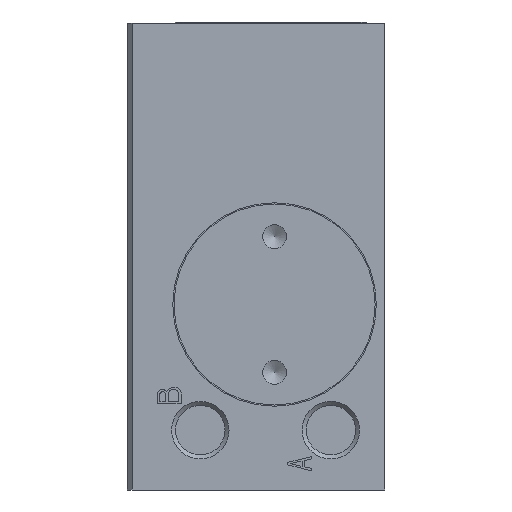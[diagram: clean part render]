
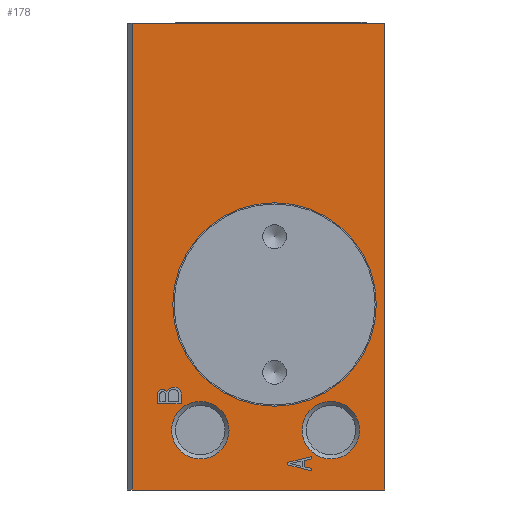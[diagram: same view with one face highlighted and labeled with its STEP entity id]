
A CAD part, left-side view. The second image highlights one B-rep face of the part: STEP entity #178.
In plain terms, the highlighted face is planar.
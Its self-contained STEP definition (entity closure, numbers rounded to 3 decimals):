
#178 = ADVANCED_FACE( '', ( #338, #339, #340, #341, #342, #343 ), #344, .F. );
#338 = FACE_BOUND( '', #697, .T. );
#339 = FACE_BOUND( '', #698, .T. );
#340 = FACE_BOUND( '', #699, .T. );
#341 = FACE_OUTER_BOUND( '', #700, .T. );
#342 = FACE_BOUND( '', #701, .T. );
#343 = FACE_BOUND( '', #702, .T. );
#344 = PLANE( '', #703 );
#697 = EDGE_LOOP( '', ( #1110, #1111, #1112, #1113, #1114 ) );
#698 = EDGE_LOOP( '', ( #1115 ) );
#699 = EDGE_LOOP( '', ( #1116 ) );
#700 = EDGE_LOOP( '', ( #1117, #1118, #1119, #1120 ) );
#701 = EDGE_LOOP( '', ( #1121 ) );
#702 = EDGE_LOOP( '', ( #1122, #1123, #1124, #1125, #1126, #1127, #1128, #1129 ) );
#703 = AXIS2_PLACEMENT_3D( '', #1130, #1131, #1132 );
#1110 = ORIENTED_EDGE( '', *, *, #2055, .F. );
#1111 = ORIENTED_EDGE( '', *, *, #2056, .F. );
#1112 = ORIENTED_EDGE( '', *, *, #2057, .F. );
#1113 = ORIENTED_EDGE( '', *, *, #2058, .F. );
#1114 = ORIENTED_EDGE( '', *, *, #2059, .F. );
#1115 = ORIENTED_EDGE( '', *, *, #2060, .T. );
#1116 = ORIENTED_EDGE( '', *, *, #2061, .F. );
#1117 = ORIENTED_EDGE( '', *, *, #2062, .T. );
#1118 = ORIENTED_EDGE( '', *, *, #2063, .F. );
#1119 = ORIENTED_EDGE( '', *, *, #2064, .F. );
#1120 = ORIENTED_EDGE( '', *, *, #2065, .T. );
#1121 = ORIENTED_EDGE( '', *, *, #2066, .F. );
#1122 = ORIENTED_EDGE( '', *, *, #2067, .T. );
#1123 = ORIENTED_EDGE( '', *, *, #2068, .T. );
#1124 = ORIENTED_EDGE( '', *, *, #2069, .T. );
#1125 = ORIENTED_EDGE( '', *, *, #2070, .T. );
#1126 = ORIENTED_EDGE( '', *, *, #2071, .T. );
#1127 = ORIENTED_EDGE( '', *, *, #2072, .T. );
#1128 = ORIENTED_EDGE( '', *, *, #2073, .T. );
#1129 = ORIENTED_EDGE( '', *, *, #2074, .T. );
#1130 = CARTESIAN_POINT( '', ( 19.5, 2.5, -27.5 ) );
#1131 = DIRECTION( '', ( 0., 0., 1. ) );
#1132 = DIRECTION( '', ( 1., 0., 0. ) );
#2055 = EDGE_CURVE( '', #2377, #2378, #2379, .T. );
#2056 = EDGE_CURVE( '', #2380, #2377, #2381, .T. );
#2057 = EDGE_CURVE( '', #2382, #2380, #2383, .T. );
#2058 = EDGE_CURVE( '', #2384, #2382, #2385, .T. );
#2059 = EDGE_CURVE( '', #2378, #2384, #2386, .T. );
#2060 = EDGE_CURVE( '', #2387, #2387, #2388, .T. );
#2061 = EDGE_CURVE( '', #2389, #2389, #2390, .F. );
#2062 = EDGE_CURVE( '', #2391, #2392, #2393, .T. );
#2063 = EDGE_CURVE( '', #2394, #2392, #2395, .T. );
#2064 = EDGE_CURVE( '', #2396, #2394, #2397, .T. );
#2065 = EDGE_CURVE( '', #2396, #2391, #2398, .T. );
#2066 = EDGE_CURVE( '', #2399, #2399, #2400, .F. );
#2067 = EDGE_CURVE( '', #2401, #2402, #2403, .T. );
#2068 = EDGE_CURVE( '', #2402, #2404, #2405, .T. );
#2069 = EDGE_CURVE( '', #2404, #2406, #2407, .T. );
#2070 = EDGE_CURVE( '', #2406, #2408, #2409, .T. );
#2071 = EDGE_CURVE( '', #2408, #2410, #2411, .T. );
#2072 = EDGE_CURVE( '', #2410, #2412, #2413, .T. );
#2073 = EDGE_CURVE( '', #2412, #2414, #2415, .T. );
#2074 = EDGE_CURVE( '', #2414, #2401, #2416, .T. );
#2377 = VERTEX_POINT( '', #2902 );
#2378 = VERTEX_POINT( '', #2903 );
#2379 = LINE( '', #2904, #2905 );
#2380 = VERTEX_POINT( '', #2906 );
#2381 = LINE( '', #2907, #2908 );
#2382 = VERTEX_POINT( '', #2909 );
#2383 = CIRCLE( '', #2910, 0.435 );
#2384 = VERTEX_POINT( '', #2911 );
#2385 = CIRCLE( '', #2912, 0.62 );
#2386 = LINE( '', #2913, #2914 );
#2387 = VERTEX_POINT( '', #2915 );
#2388 = CIRCLE( '', #2916, 8.5 );
#2389 = VERTEX_POINT( '', #2917 );
#2390 = CIRCLE( '', #2918, 2.4 );
#2391 = VERTEX_POINT( '', #2919 );
#2392 = VERTEX_POINT( '', #2920 );
#2393 = LINE( '', #2921, #2922 );
#2394 = VERTEX_POINT( '', #2923 );
#2395 = LINE( '', #2924, #2925 );
#2396 = VERTEX_POINT( '', #2926 );
#2397 = LINE( '', #2927, #2928 );
#2398 = LINE( '', #2929, #2930 );
#2399 = VERTEX_POINT( '', #2931 );
#2400 = CIRCLE( '', #2932, 2.4 );
#2401 = VERTEX_POINT( '', #2933 );
#2402 = VERTEX_POINT( '', #2934 );
#2403 = LINE( '', #2935, #2936 );
#2404 = VERTEX_POINT( '', #2937 );
#2405 = LINE( '', #2938, #2939 );
#2406 = VERTEX_POINT( '', #2940 );
#2407 = LINE( '', #2941, #2942 );
#2408 = VERTEX_POINT( '', #2943 );
#2409 = LINE( '', #2944, #2945 );
#2410 = VERTEX_POINT( '', #2946 );
#2411 = LINE( '', #2947, #2948 );
#2412 = VERTEX_POINT( '', #2949 );
#2413 = LINE( '', #2950, #2951 );
#2414 = VERTEX_POINT( '', #2952 );
#2415 = LINE( '', #2953, #2954 );
#2416 = LINE( '', #2955, #2956 );
#2902 = CARTESIAN_POINT( '', ( 12.3, 21.5, -27.5 ) );
#2903 = CARTESIAN_POINT( '', ( 12.3, 19.5, -27.5 ) );
#2904 = CARTESIAN_POINT( '', ( 12.3, 21.5, -27.5 ) );
#2905 = VECTOR( '', #3529, 1000. );
#2906 = CARTESIAN_POINT( '', ( 11.5, 21.5, -27.5 ) );
#2907 = CARTESIAN_POINT( '', ( 11.5, 21.5, -27.5 ) );
#2908 = VECTOR( '', #3530, 1000. );
#2909 = CARTESIAN_POINT( '', ( 11.3, 20.7, -27.5 ) );
#2910 = AXIS2_PLACEMENT_3D( '', #3531, #3532, #3533 );
#2911 = CARTESIAN_POINT( '', ( 11.5, 19.5, -27.5 ) );
#2912 = AXIS2_PLACEMENT_3D( '', #3534, #3535, #3536 );
#2913 = CARTESIAN_POINT( '', ( 12.3, 19.5, -27.5 ) );
#2914 = VECTOR( '', #3537, 1000. );
#2915 = CARTESIAN_POINT( '', ( 12.5, 11.7, -27.5 ) );
#2916 = AXIS2_PLACEMENT_3D( '', #3538, #3539, #3540 );
#2917 = CARTESIAN_POINT( '', ( 16.9, 17.9, -27.5 ) );
#2918 = AXIS2_PLACEMENT_3D( '', #3541, #3542, #3543 );
#2919 = CARTESIAN_POINT( '', ( -19.5, 2.5, -27.5 ) );
#2920 = CARTESIAN_POINT( '', ( -19.5, 23.6, -27.5 ) );
#2921 = CARTESIAN_POINT( '', ( -19.5, 2.5, -27.5 ) );
#2922 = VECTOR( '', #3544, 1000. );
#2923 = CARTESIAN_POINT( '', ( 19.5, 23.6, -27.5 ) );
#2924 = CARTESIAN_POINT( '', ( 19.5, 23.6, -27.5 ) );
#2925 = VECTOR( '', #3545, 1000. );
#2926 = CARTESIAN_POINT( '', ( 19.5, 2.5, -27.5 ) );
#2927 = CARTESIAN_POINT( '', ( 19.5, 2.5, -27.5 ) );
#2928 = VECTOR( '', #3546, 1000. );
#2929 = CARTESIAN_POINT( '', ( 19.5, 2.5, -27.5 ) );
#2930 = VECTOR( '', #3547, 1000. );
#2931 = CARTESIAN_POINT( '', ( 16.9, 7., -27.5 ) );
#2932 = AXIS2_PLACEMENT_3D( '', #3548, #3549, #3550 );
#2933 = CARTESIAN_POINT( '', ( 17.2, 10.6, -27.5 ) );
#2934 = CARTESIAN_POINT( '', ( 16.7, 8.6, -27.5 ) );
#2935 = CARTESIAN_POINT( '', ( 17.2, 10.6, -27.5 ) );
#2936 = VECTOR( '', #3551, 1000. );
#2937 = CARTESIAN_POINT( '', ( 16.9, 8.6, -27.5 ) );
#2938 = CARTESIAN_POINT( '', ( 16.7, 8.6, -27.5 ) );
#2939 = VECTOR( '', #3552, 1000. );
#2940 = CARTESIAN_POINT( '', ( 17.033, 9.2, -27.5 ) );
#2941 = CARTESIAN_POINT( '', ( 16.9, 8.6, -27.5 ) );
#2942 = VECTOR( '', #3553, 1000. );
#2943 = CARTESIAN_POINT( '', ( 17.567, 9.2, -27.5 ) );
#2944 = CARTESIAN_POINT( '', ( 17.033, 9.2, -27.5 ) );
#2945 = VECTOR( '', #3554, 1000. );
#2946 = CARTESIAN_POINT( '', ( 17.7, 8.6, -27.5 ) );
#2947 = CARTESIAN_POINT( '', ( 17.567, 9.2, -27.5 ) );
#2948 = VECTOR( '', #3555, 1000. );
#2949 = CARTESIAN_POINT( '', ( 17.9, 8.6, -27.5 ) );
#2950 = CARTESIAN_POINT( '', ( 17.7, 8.6, -27.5 ) );
#2951 = VECTOR( '', #3556, 1000. );
#2952 = CARTESIAN_POINT( '', ( 17.4, 10.6, -27.5 ) );
#2953 = CARTESIAN_POINT( '', ( 17.9, 8.6, -27.5 ) );
#2954 = VECTOR( '', #3557, 1000. );
#2955 = CARTESIAN_POINT( '', ( 17.4, 10.6, -27.5 ) );
#2956 = VECTOR( '', #3558, 1000. );
#3529 = DIRECTION( '', ( 0., -1., 0. ) );
#3530 = DIRECTION( '', ( 1., 0., 0. ) );
#3531 = CARTESIAN_POINT( '', ( 11.533, 21.067, -27.5 ) );
#3532 = DIRECTION( '', ( 0., 0., -1. ) );
#3533 = DIRECTION( '', ( -1., 0., 0. ) );
#3534 = CARTESIAN_POINT( '', ( 11.52, 20.12, -27.5 ) );
#3535 = DIRECTION( '', ( 0., 0., -1. ) );
#3536 = DIRECTION( '', ( -1., 0., 0. ) );
#3537 = DIRECTION( '', ( -1., 0., 0. ) );
#3538 = CARTESIAN_POINT( '', ( 4., 11.7, -27.5 ) );
#3539 = DIRECTION( '', ( 0., 0., 1. ) );
#3540 = DIRECTION( '', ( 1., 0., 0. ) );
#3541 = CARTESIAN_POINT( '', ( 14.5, 17.9, -27.5 ) );
#3542 = DIRECTION( '', ( 0., 0., 1. ) );
#3543 = DIRECTION( '', ( 1., 0., 0. ) );
#3544 = DIRECTION( '', ( 0., 1., 0. ) );
#3545 = DIRECTION( '', ( -1., 0., 0. ) );
#3546 = DIRECTION( '', ( 0., 1., 0. ) );
#3547 = DIRECTION( '', ( -1., 0., 0. ) );
#3548 = CARTESIAN_POINT( '', ( 14.5, 7., -27.5 ) );
#3549 = DIRECTION( '', ( 0., 0., 1. ) );
#3550 = DIRECTION( '', ( 1., 0., 0. ) );
#3551 = DIRECTION( '', ( -0.243, -0.97, 0. ) );
#3552 = DIRECTION( '', ( 1., 0., 0. ) );
#3553 = DIRECTION( '', ( 0.217, 0.976, 0. ) );
#3554 = DIRECTION( '', ( 1., 0., 0. ) );
#3555 = DIRECTION( '', ( 0.217, -0.976, 0. ) );
#3556 = DIRECTION( '', ( 1., 0., 0. ) );
#3557 = DIRECTION( '', ( -0.243, 0.97, 0. ) );
#3558 = DIRECTION( '', ( -1., 0., 0. ) );
